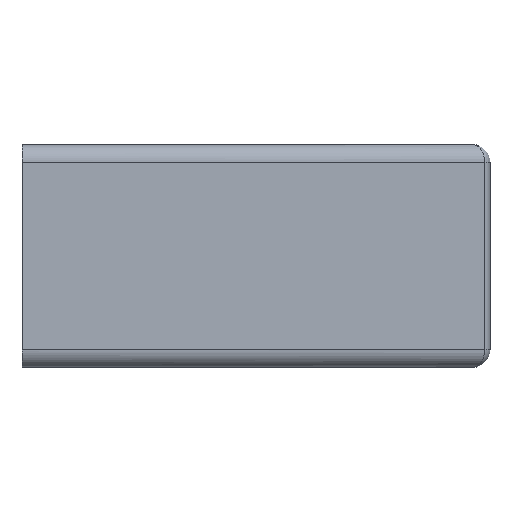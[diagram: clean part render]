
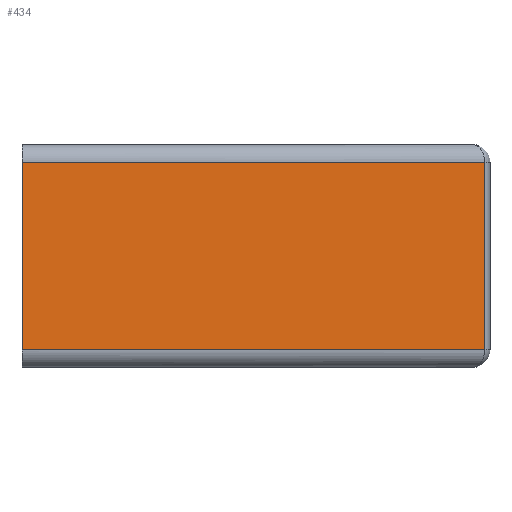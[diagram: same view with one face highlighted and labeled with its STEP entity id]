
A CAD part, left-side view. The second image highlights one B-rep face of the part: STEP entity #434.
In plain terms, the highlighted planar face has unit normal (-0.707, -0.707, 0).
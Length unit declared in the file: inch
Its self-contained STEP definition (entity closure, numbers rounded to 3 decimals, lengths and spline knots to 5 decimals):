
#24 = DIRECTION ( 'NONE',  ( 0.707, 0.707, 0. ) ) ;
#45 = LINE ( 'NONE', #191, #113 ) ;
#69 = PLANE ( 'NONE',  #478 ) ;
#85 = DIRECTION ( 'NONE',  ( -0.707, 0.707, 0. ) ) ;
#104 = VECTOR ( 'NONE', #85, 39.37008 ) ;
#113 = VECTOR ( 'NONE', #584, 39.37008 ) ;
#137 = CARTESIAN_POINT ( 'NONE',  ( -0.0495, -1.80312, 0.01 ) ) ;
#149 = CARTESIAN_POINT ( 'NONE',  ( -0.0495, -1.80312, 0.75 ) ) ;
#174 = ORIENTED_EDGE ( 'NONE', *, *, #406, .T. ) ;
#191 = CARTESIAN_POINT ( 'NONE',  ( -1.81019, -0.04243, 0.01 ) ) ;
#217 = EDGE_CURVE ( 'NONE', #370, #545, #45, .T. ) ;
#233 = CARTESIAN_POINT ( 'NONE',  ( -1.81019, -0.04243, 0.74 ) ) ;
#235 = VERTEX_POINT ( 'NONE', #345 ) ;
#258 = CARTESIAN_POINT ( 'NONE',  ( -1.85262, 0., 0.01 ) ) ;
#269 = DIRECTION ( 'NONE',  ( 0., 0., -1. ) ) ;
#320 = DIRECTION ( 'NONE',  ( -0.707, 0.707, 0. ) ) ;
#327 = LINE ( 'NONE', #511, #579 ) ;
#345 = CARTESIAN_POINT ( 'NONE',  ( -1.85262, 0., 0.74 ) ) ;
#362 = EDGE_LOOP ( 'NONE', ( #605, #520, #492, #174 ) ) ;
#370 = VERTEX_POINT ( 'NONE', #258 ) ;
#390 = LINE ( 'NONE', #149, #446 ) ;
#400 = DIRECTION ( 'NONE',  ( 0., 0., 1. ) ) ;
#406 = EDGE_CURVE ( 'NONE', #505, #235, #625, .T. ) ;
#434 = ADVANCED_FACE ( 'NONE', ( #569 ), #69, .F. ) ;
#446 = VECTOR ( 'NONE', #400, 39.37008 ) ;
#464 = CARTESIAN_POINT ( 'NONE',  ( -0.0495, -1.80312, 0.74 ) ) ;
#478 = AXIS2_PLACEMENT_3D ( 'NONE', #563, #24, #320 ) ;
#492 = ORIENTED_EDGE ( 'NONE', *, *, #551, .T. ) ;
#502 = EDGE_CURVE ( 'NONE', #235, #370, #327, .T. ) ;
#505 = VERTEX_POINT ( 'NONE', #464 ) ;
#511 = CARTESIAN_POINT ( 'NONE',  ( -1.85262, 0., 0.75 ) ) ;
#520 = ORIENTED_EDGE ( 'NONE', *, *, #217, .T. ) ;
#545 = VERTEX_POINT ( 'NONE', #137 ) ;
#551 = EDGE_CURVE ( 'NONE', #545, #505, #390, .T. ) ;
#563 = CARTESIAN_POINT ( 'NONE',  ( -1.81019, -0.04243, 0.75 ) ) ;
#569 = FACE_OUTER_BOUND ( 'NONE', #362, .T. ) ;
#579 = VECTOR ( 'NONE', #269, 39.37008 ) ;
#584 = DIRECTION ( 'NONE',  ( 0.707, -0.707, 0. ) ) ;
#605 = ORIENTED_EDGE ( 'NONE', *, *, #502, .T. ) ;
#625 = LINE ( 'NONE', #233, #104 ) ;
